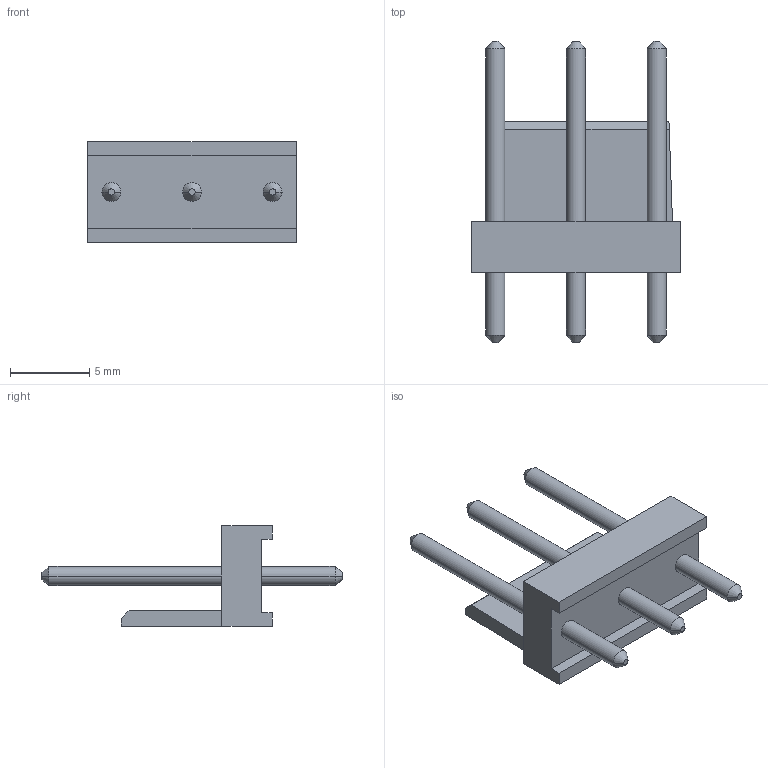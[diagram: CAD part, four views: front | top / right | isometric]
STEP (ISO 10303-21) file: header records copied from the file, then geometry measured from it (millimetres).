
FILE_DESCRIPTION((''),'2;1');
FILE_NAME('010085031','2014-08-21T',('me'),(''),'PRO/ENGINEER BY PARAMETRIC TECHNOLOGY CORPORATION, 2011490','PRO/ENGINEER BY PARAMETRIC TECHNOLOGY CORPORATION, 2011490','');
FILE_SCHEMA(('CONFIG_CONTROL_DESIGN'));
Length unit declared in the file: millimetre
Products named in the file (1): 010085031
Bounding box: 13.16 x 19.03 x 6.35 mm (x, y, z)
Volume: 343.9 mm3; surface area: 644.1 mm2
Topology: 1 solids, 1 shells, 53 faces, 132 edges, 90 vertices
Faces by surface type: plane 29, cylinder 12, cone 12
Entity records: 1604 total; most frequent: DIRECTION 282, CARTESIAN_POINT 264, ORIENTED_EDGE 246, EDGE_CURVE 123, AXIS2_PLACEMENT_3D 96, VECTOR 90, LINE 90, VERTEX_POINT 78
